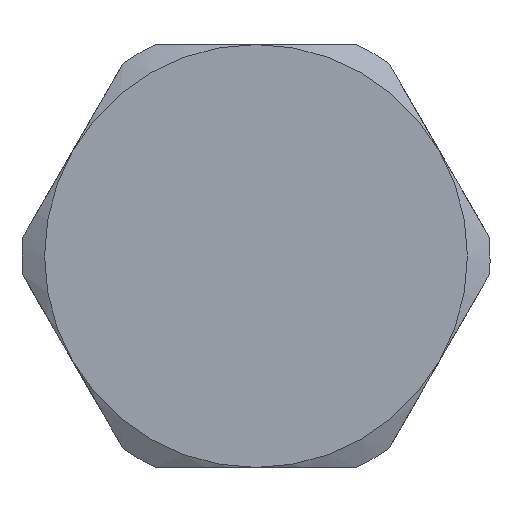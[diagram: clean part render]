
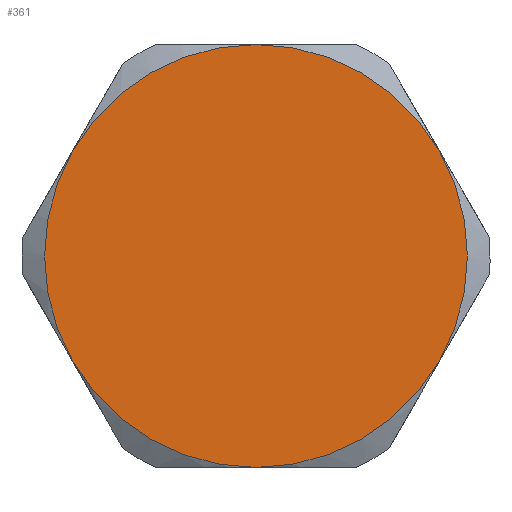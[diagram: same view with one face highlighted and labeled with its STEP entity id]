
A CAD part, front view. The second image highlights one B-rep face of the part: STEP entity #361.
In plain terms, the highlighted planar face has unit normal (0, -1, 0).
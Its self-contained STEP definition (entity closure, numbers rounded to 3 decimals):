
#43 = DIRECTION ( 'NONE',  ( 0., 0., -1. ) ) ;
#44 = DIRECTION ( 'NONE',  ( 0., -1., 0. ) ) ;
#46 = PLANE ( 'NONE',  #678 ) ;
#50 = CARTESIAN_POINT ( 'NONE',  ( 0., 0., 0. ) ) ;
#102 = CARTESIAN_POINT ( 'NONE',  ( -6.062, 0., -3.5 ) ) ;
#103 = CARTESIAN_POINT ( 'NONE',  ( 0., 0., -7. ) ) ;
#106 = CARTESIAN_POINT ( 'NONE',  ( -6.062, 0., 3.5 ) ) ;
#110 = CARTESIAN_POINT ( 'NONE',  ( 0., 0., 7. ) ) ;
#113 = CARTESIAN_POINT ( 'NONE',  ( 6.062, 0., 3.5 ) ) ;
#115 = CARTESIAN_POINT ( 'NONE',  ( 6.062, 0., -3.5 ) ) ;
#187 = EDGE_LOOP ( 'NONE', ( #288, #286, #279, #316, #289, #196 ) ) ;
#196 = ORIENTED_EDGE ( 'NONE', *, *, #829, .T. ) ;
#248 = VERTEX_POINT ( 'NONE', #115 ) ;
#251 = VERTEX_POINT ( 'NONE', #113 ) ;
#254 = VERTEX_POINT ( 'NONE', #110 ) ;
#257 = VERTEX_POINT ( 'NONE', #106 ) ;
#260 = VERTEX_POINT ( 'NONE', #103 ) ;
#261 = VERTEX_POINT ( 'NONE', #102 ) ;
#279 = ORIENTED_EDGE ( 'NONE', *, *, #841, .T. ) ;
#286 = ORIENTED_EDGE ( 'NONE', *, *, #847, .T. ) ;
#288 = ORIENTED_EDGE ( 'NONE', *, *, #845, .T. ) ;
#289 = ORIENTED_EDGE ( 'NONE', *, *, #833, .T. ) ;
#316 = ORIENTED_EDGE ( 'NONE', *, *, #837, .T. ) ;
#343 = FACE_OUTER_BOUND ( 'NONE', #187, .T. ) ;
#361 = ADVANCED_FACE ( 'NONE', ( #343 ), #46, .T. ) ;
#592 = CARTESIAN_POINT ( 'NONE',  ( 0., 0., 0. ) ) ;
#593 = DIRECTION ( 'NONE',  ( 0., -1., 0. ) ) ;
#594 = DIRECTION ( 'NONE',  ( 0., 0., -1. ) ) ;
#610 = CARTESIAN_POINT ( 'NONE',  ( 0., 0., 0. ) ) ;
#611 = DIRECTION ( 'NONE',  ( 0., -1., 0. ) ) ;
#612 = DIRECTION ( 'NONE',  ( 0., 0., -1. ) ) ;
#628 = CARTESIAN_POINT ( 'NONE',  ( 0., 0., 0. ) ) ;
#629 = DIRECTION ( 'NONE',  ( 0., -1., 0. ) ) ;
#630 = DIRECTION ( 'NONE',  ( 0., 0., -1. ) ) ;
#646 = CARTESIAN_POINT ( 'NONE',  ( 0., 0., 0. ) ) ;
#647 = DIRECTION ( 'NONE',  ( 0., -1., 0. ) ) ;
#648 = DIRECTION ( 'NONE',  ( 0., 0., -1. ) ) ;
#678 = AXIS2_PLACEMENT_3D ( 'NONE', #50, #44, #43 ) ;
#711 = AXIS2_PLACEMENT_3D ( 'NONE', #592, #593, #594 ) ;
#713 = AXIS2_PLACEMENT_3D ( 'NONE', #610, #611, #612 ) ;
#715 = AXIS2_PLACEMENT_3D ( 'NONE', #628, #629, #630 ) ;
#717 = AXIS2_PLACEMENT_3D ( 'NONE', #646, #647, #648 ) ;
#719 = AXIS2_PLACEMENT_3D ( 'NONE', #744, #745, #746 ) ;
#720 = AXIS2_PLACEMENT_3D ( 'NONE', #753, #754, #755 ) ;
#744 = CARTESIAN_POINT ( 'NONE',  ( 0., 0., 0. ) ) ;
#745 = DIRECTION ( 'NONE',  ( 0., -1., 0. ) ) ;
#746 = DIRECTION ( 'NONE',  ( 0., 0., -1. ) ) ;
#753 = CARTESIAN_POINT ( 'NONE',  ( 0., 0., 0. ) ) ;
#754 = DIRECTION ( 'NONE',  ( 0., -1., 0. ) ) ;
#755 = DIRECTION ( 'NONE',  ( 0., 0., -1. ) ) ;
#776 = CIRCLE ( 'NONE', #719, 7. ) ;
#778 = CIRCLE ( 'NONE', #720, 7. ) ;
#805 = CIRCLE ( 'NONE', #717, 7. ) ;
#809 = CIRCLE ( 'NONE', #715, 7. ) ;
#811 = CIRCLE ( 'NONE', #711, 7. ) ;
#812 = CIRCLE ( 'NONE', #713, 7. ) ;
#829 = EDGE_CURVE ( 'NONE', #261, #260, #811, .T. ) ;
#833 = EDGE_CURVE ( 'NONE', #257, #261, #812, .T. ) ;
#837 = EDGE_CURVE ( 'NONE', #254, #257, #809, .T. ) ;
#841 = EDGE_CURVE ( 'NONE', #251, #254, #805, .T. ) ;
#845 = EDGE_CURVE ( 'NONE', #260, #248, #776, .T. ) ;
#847 = EDGE_CURVE ( 'NONE', #248, #251, #778, .T. ) ;
